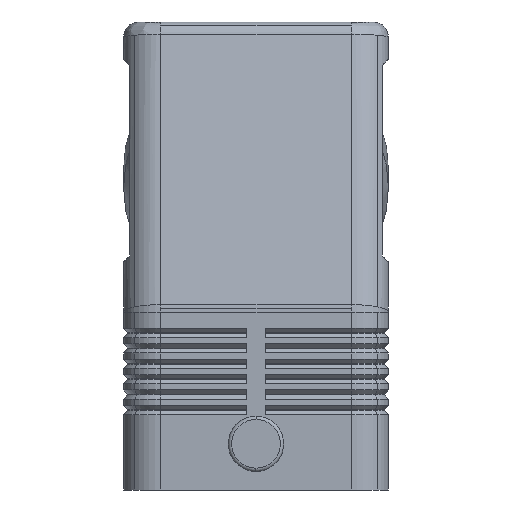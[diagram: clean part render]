
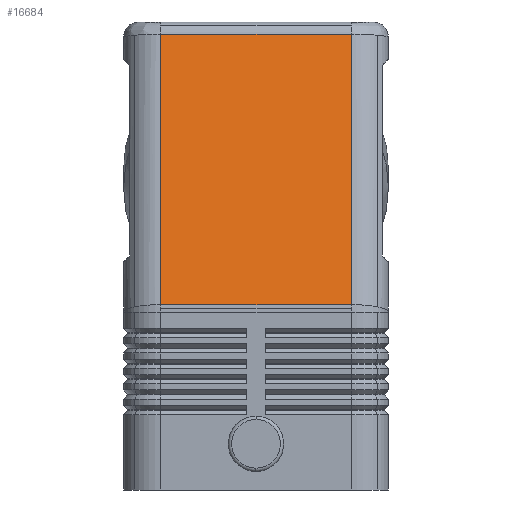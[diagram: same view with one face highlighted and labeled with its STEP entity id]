
A CAD part, left-side view. The second image highlights one B-rep face of the part: STEP entity #16684.
In plain terms, the highlighted planar face has unit normal (-0.98, 0, 0.2).
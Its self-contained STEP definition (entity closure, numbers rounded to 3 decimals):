
#727=CARTESIAN_POINT('',(-59.879,-15.5,30.094));
#728=VERTEX_POINT('',#727);
#736=CARTESIAN_POINT('',(-59.879,15.5,30.094));
#737=VERTEX_POINT('',#736);
#738=CARTESIAN_POINT('',(-59.879,-15.5,30.094));
#739=DIRECTION('',(0.0,1.0,0.0));
#740=VECTOR('',#739,31.);
#741=LINE('',#738,#740);
#742=EDGE_CURVE('',#728,#737,#741,.T.);
#16224=CARTESIAN_POINT('',(-50.909,-15.5,74.));
#16225=VERTEX_POINT('',#16224);
#16233=CARTESIAN_POINT('',(-50.909,-15.5,74.));
#16234=DIRECTION('',(-0.2,0.0,-0.98));
#16235=VECTOR('',#16234,44.813);
#16236=LINE('',#16233,#16235);
#16237=EDGE_CURVE('',#16225,#728,#16236,.T.);
#16661=CARTESIAN_POINT('',(-50.5,0.0,76.0));
#16662=DIRECTION('',(-0.98,0.0,0.2));
#16663=DIRECTION('',(0.2,0.0,0.98));
#16664=AXIS2_PLACEMENT_3D('',#16661,#16662,#16663);
#16665=PLANE('',#16664);
#16666=ORIENTED_EDGE('',*,*,#16237,.F.);
#16667=CARTESIAN_POINT('',(-50.909,15.5,74.));
#16668=VERTEX_POINT('',#16667);
#16669=CARTESIAN_POINT('',(-50.909,15.5,74.));
#16670=DIRECTION('',(0.0,-1.0,0.0));
#16671=VECTOR('',#16670,31.);
#16672=LINE('',#16669,#16671);
#16673=EDGE_CURVE('',#16668,#16225,#16672,.T.);
#16674=ORIENTED_EDGE('',*,*,#16673,.F.);
#16675=CARTESIAN_POINT('',(-59.879,15.5,30.094));
#16676=DIRECTION('',(0.2,0.0,0.98));
#16677=VECTOR('',#16676,44.813);
#16678=LINE('',#16675,#16677);
#16679=EDGE_CURVE('',#737,#16668,#16678,.T.);
#16680=ORIENTED_EDGE('',*,*,#16679,.F.);
#16681=ORIENTED_EDGE('',*,*,#742,.F.);
#16682=EDGE_LOOP('',(#16666,#16674,#16680,#16681));
#16683=FACE_OUTER_BOUND('',#16682,.T.);
#16684=ADVANCED_FACE('',(#16683),#16665,.T.);
